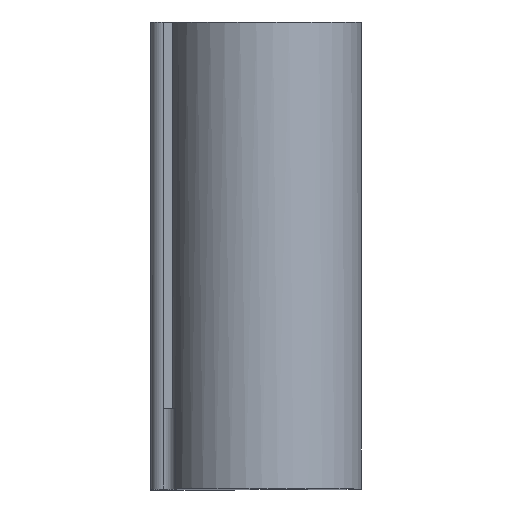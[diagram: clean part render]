
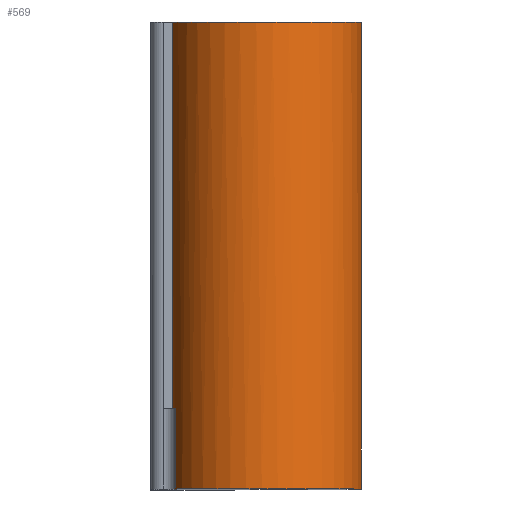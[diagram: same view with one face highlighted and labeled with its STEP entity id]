
A CAD part, top view. The second image highlights one B-rep face of the part: STEP entity #569.
In plain terms, the highlighted cylindrical face has radius 7.193 mm (diameter 14.387 mm), a partial arc.
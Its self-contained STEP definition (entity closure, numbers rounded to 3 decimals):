
#28=CIRCLE('',#620,7.193);
#29=CIRCLE('',#621,7.193);
#30=CIRCLE('',#622,7.193);
#38=CYLINDRICAL_SURFACE('',#619,7.193);
#129=ORIENTED_EDGE('',*,*,#253,.T.);
#130=ORIENTED_EDGE('',*,*,#255,.T.);
#131=ORIENTED_EDGE('',*,*,#256,.T.);
#132=ORIENTED_EDGE('',*,*,#257,.F.);
#133=ORIENTED_EDGE('',*,*,#258,.T.);
#134=ORIENTED_EDGE('',*,*,#259,.F.);
#253=EDGE_CURVE('',#318,#317,#376,.T.);
#255=EDGE_CURVE('',#317,#319,#28,.T.);
#256=EDGE_CURVE('',#319,#320,#378,.T.);
#257=EDGE_CURVE('',#321,#320,#29,.T.);
#258=EDGE_CURVE('',#321,#322,#379,.F.);
#259=EDGE_CURVE('',#318,#322,#30,.T.);
#317=VERTEX_POINT('',#909);
#318=VERTEX_POINT('',#911);
#319=VERTEX_POINT('',#915);
#320=VERTEX_POINT('',#917);
#321=VERTEX_POINT('',#919);
#322=VERTEX_POINT('',#921);
#376=LINE('',#910,#437);
#378=LINE('',#916,#439);
#379=LINE('',#920,#440);
#437=VECTOR('',#737,1000.);
#439=VECTOR('',#743,1000.);
#440=VECTOR('',#746,1000.);
#475=EDGE_LOOP('',(#129,#130,#131,#132,#133,#134));
#516=FACE_BOUND('',#475,.T.);
#569=ADVANCED_FACE('',(#516),#38,.T.);
#619=AXIS2_PLACEMENT_3D('',#913,#739,#740);
#620=AXIS2_PLACEMENT_3D('',#914,#741,#742);
#621=AXIS2_PLACEMENT_3D('',#918,#744,#745);
#622=AXIS2_PLACEMENT_3D('',#922,#747,#748);
#737=DIRECTION('',(0.,1.,0.));
#739=DIRECTION('',(0.,1.,0.));
#740=DIRECTION('',(0.,0.,1.));
#741=DIRECTION('',(0.,-1.,0.));
#742=DIRECTION('',(-1.,0.,0.));
#743=DIRECTION('',(0.,-1.,0.));
#744=DIRECTION('',(0.,-1.,0.));
#745=DIRECTION('',(1.,0.,0.));
#746=DIRECTION('',(0.,1.,0.));
#747=DIRECTION('',(0.,-1.,0.));
#748=DIRECTION('',(-1.,0.,0.));
#909=CARTESIAN_POINT('',(15.681,28.82,146.446));
#910=CARTESIAN_POINT('',(15.681,-8.,146.446));
#911=CARTESIAN_POINT('',(15.681,-6.,146.446));
#913=CARTESIAN_POINT('',(8.5,-8.,146.861));
#914=CARTESIAN_POINT('',(8.5,28.82,146.861));
#915=CARTESIAN_POINT('',(1.59,28.82,148.861));
#916=CARTESIAN_POINT('',(1.59,30.553,148.861));
#917=CARTESIAN_POINT('',(1.59,0.,148.861));
#918=CARTESIAN_POINT('',(8.5,0.,146.861));
#919=CARTESIAN_POINT('',(1.806,0.,149.495));
#920=CARTESIAN_POINT('',(1.806,-8.,149.495));
#921=CARTESIAN_POINT('',(1.806,-6.,149.495));
#922=CARTESIAN_POINT('',(8.5,-6.,146.861));
